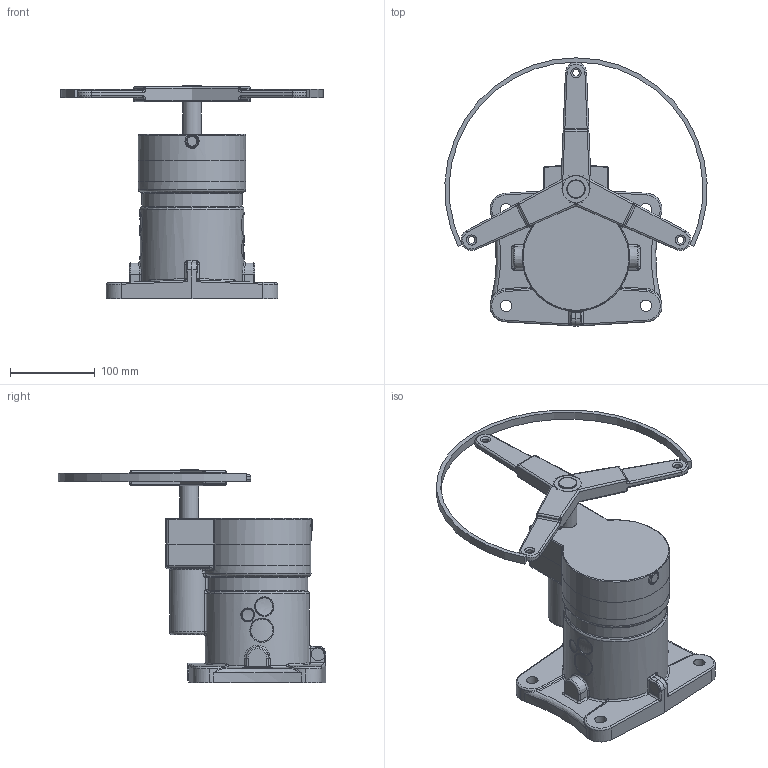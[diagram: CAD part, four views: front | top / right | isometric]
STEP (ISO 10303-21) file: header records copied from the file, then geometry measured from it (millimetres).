
FILE_DESCRIPTION(/* description */ (''),/* implementation_level */ '2;1');
FILE_NAME(/* name */ 'AL RR RS2794RR with HandleSwing Ring.stp',/* time_stamp */ '2023-03-12T10:20:06+10:00',/* author */ ('a.tao491'),/* organization */ (''),/* preprocessor_version */ 'ST-DEVELOPER v16.5',/* originating_system */ 'Autodesk Inventor 2017',/* authorisation */ '');
FILE_SCHEMA (('AUTOMOTIVE_DESIGN { 1 0 10303 214 3 1 1 }'));
Length unit declared in the file: millimetre
Products named in the file (4): AL RR RS2794RR with HandleSwing Ring; 2755_SLD; PS RR Handle RS2725_SLD; AL RR HandleSwing Ring
Assembly tree (5 placements, depth 2):
  AL RR RS2794RR with HandleSwing Ring
    2755_SLD
    PS RR Handle RS2725_SLD  x3
    AL RR HandleSwing Ring
Bounding box: 309.58 x 316.5 x 251.88 mm (x, y, z)
Volume: 3324919.2 mm3; surface area: 236243 mm2
Topology: 5 solids, 8 shells, 433 faces, 991 edges, 567 vertices
Faces by surface type: cylinder 167, bspline 122, plane 87, torus 35, sphere 20, cone 2
Full cylindrical faces by diameter (mm): 8 x3, 13.5 x4, 17.6 x3, 20 x1, 21.6 x3, 22 x3, 123 x1
Entity records: 13895 total; most frequent: CARTESIAN_POINT 6365, DIRECTION 1478, ORIENTED_EDGE 1474, EDGE_CURVE 737, AXIS2_PLACEMENT_3D 618, VERTEX_POINT 432, EDGE_LOOP 369, FACE_OUTER_BOUND 335
